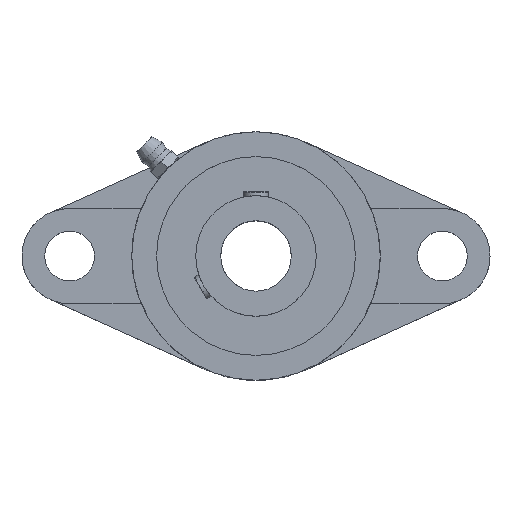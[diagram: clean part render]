
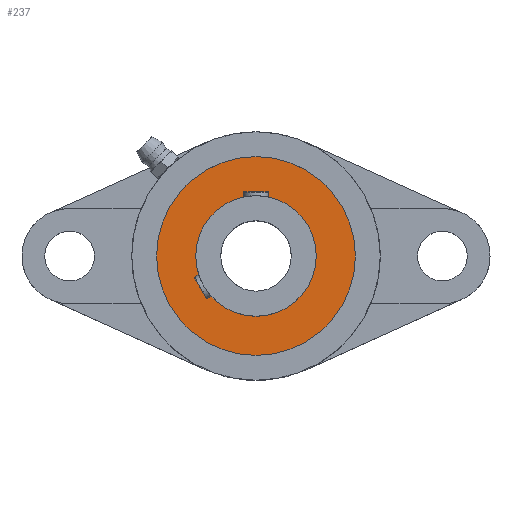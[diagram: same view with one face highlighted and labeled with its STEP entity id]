
A CAD part, top view. The second image highlights one B-rep face of the part: STEP entity #237.
In plain terms, the highlighted planar face has unit normal (0, 0, 1).
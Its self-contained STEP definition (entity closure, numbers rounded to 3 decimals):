
#237 = ADVANCED_FACE( '', ( #504, #505 ), #506, .T. );
#504 = FACE_BOUND( '', #794, .T. );
#505 = FACE_OUTER_BOUND( '', #795, .T. );
#506 = PLANE( '', #796 );
#794 = EDGE_LOOP( '', ( #1325 ) );
#795 = EDGE_LOOP( '', ( #1326 ) );
#796 = AXIS2_PLACEMENT_3D( '', #1327, #1328, #1329 );
#1325 = ORIENTED_EDGE( '', *, *, #1696, .T. );
#1326 = ORIENTED_EDGE( '', *, *, #1722, .F. );
#1327 = CARTESIAN_POINT( '', ( 0., 24., 21.675 ) );
#1328 = DIRECTION( '', ( 0., 0., 1. ) );
#1329 = DIRECTION( '', ( 1., 0., 0. ) );
#1696 = EDGE_CURVE( '', #2033, #2033, #2034, .T. );
#1722 = EDGE_CURVE( '', #2064, #2064, #2065, .T. );
#2033 = VERTEX_POINT( '', #2740 );
#2034 = CIRCLE( '', #2741, 14.55 );
#2064 = VERTEX_POINT( '', #2821 );
#2065 = CIRCLE( '', #2822, 24. );
#2740 = CARTESIAN_POINT( '', ( -14.55, 0., 21.675 ) );
#2741 = AXIS2_PLACEMENT_3D( '', #3148, #3149, #3150 );
#2821 = CARTESIAN_POINT( '', ( -24., 0., 21.675 ) );
#2822 = AXIS2_PLACEMENT_3D( '', #3169, #3170, #3171 );
#3148 = CARTESIAN_POINT( '', ( 0., 0., 21.675 ) );
#3149 = DIRECTION( '', ( 0., 0., -1. ) );
#3150 = DIRECTION( '', ( -1., 0., 0. ) );
#3169 = CARTESIAN_POINT( '', ( 0., 0., 21.675 ) );
#3170 = DIRECTION( '', ( 0., 0., -1. ) );
#3171 = DIRECTION( '', ( -1., 0., 0. ) );
